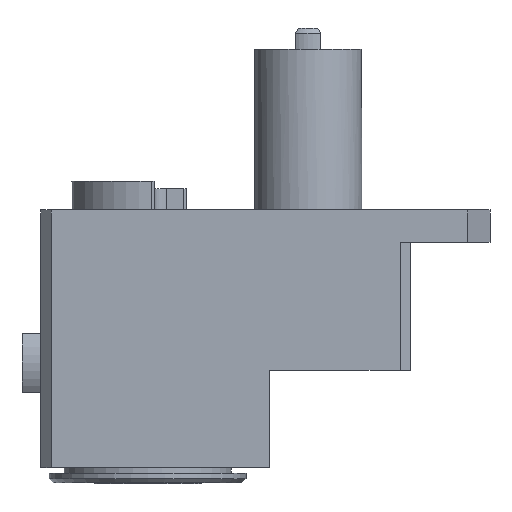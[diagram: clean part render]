
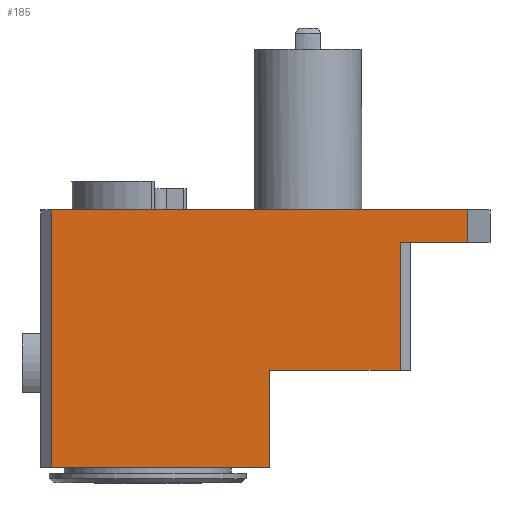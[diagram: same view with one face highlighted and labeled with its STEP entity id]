
A CAD part, front view. The second image highlights one B-rep face of the part: STEP entity #185.
In plain terms, the highlighted planar face has unit normal (0, -1, 0).
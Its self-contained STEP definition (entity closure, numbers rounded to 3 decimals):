
#185=ADVANCED_FACE('',(#280),#233,.T.);
#233=PLANE('',#1225);
#280=FACE_OUTER_BOUND('',#356,.T.);
#356=EDGE_LOOP('',(#594,#595,#596,#597,#598,#599,#600,#601));
#594=ORIENTED_EDGE('',*,*,#896,.T.);
#595=ORIENTED_EDGE('',*,*,#879,.T.);
#596=ORIENTED_EDGE('',*,*,#897,.T.);
#597=ORIENTED_EDGE('',*,*,#881,.T.);
#598=ORIENTED_EDGE('',*,*,#815,.T.);
#599=ORIENTED_EDGE('',*,*,#883,.F.);
#600=ORIENTED_EDGE('',*,*,#898,.T.);
#601=ORIENTED_EDGE('',*,*,#899,.T.);
#703=VERTEX_POINT('',#1726);
#704=VERTEX_POINT('',#1728);
#749=VERTEX_POINT('',#1875);
#751=VERTEX_POINT('',#1879);
#753=VERTEX_POINT('',#1885);
#754=VERTEX_POINT('',#1889);
#762=VERTEX_POINT('',#1914);
#763=VERTEX_POINT('',#1917);
#815=EDGE_CURVE('',#704,#703,#948,.T.);
#879=EDGE_CURVE('',#749,#751,#979,.T.);
#881=EDGE_CURVE('',#753,#704,#981,.T.);
#883=EDGE_CURVE('',#754,#703,#983,.T.);
#896=EDGE_CURVE('',#762,#749,#996,.T.);
#897=EDGE_CURVE('',#751,#753,#997,.T.);
#898=EDGE_CURVE('',#754,#763,#998,.T.);
#899=EDGE_CURVE('',#763,#762,#999,.T.);
#948=LINE('',#1727,#1048);
#979=LINE('',#1880,#1079);
#981=LINE('',#1884,#1081);
#983=LINE('',#1888,#1083);
#996=LINE('',#1913,#1096);
#997=LINE('',#1915,#1097);
#998=LINE('',#1916,#1098);
#999=LINE('',#1918,#1099);
#1048=VECTOR('',#1342,1.);
#1079=VECTOR('',#1489,1.);
#1081=VECTOR('',#1493,1.);
#1083=VECTOR('',#1497,1.);
#1096=VECTOR('',#1518,1.);
#1097=VECTOR('',#1519,1.);
#1098=VECTOR('',#1520,1.);
#1099=VECTOR('',#1521,1.);
#1225=AXIS2_PLACEMENT_3D('',#1919,#1522,#1523);
#1342=DIRECTION('',(-1.,0.,0.));
#1489=DIRECTION('',(0.,0.,1.));
#1493=DIRECTION('',(0.,0.,1.));
#1497=DIRECTION('',(0.,0.,1.));
#1518=DIRECTION('',(1.,0.,0.));
#1519=DIRECTION('',(1.,0.,0.));
#1520=DIRECTION('',(1.,0.,0.));
#1521=DIRECTION('',(0.,0.,1.));
#1522=DIRECTION('',(0.,-1.,0.));
#1523=DIRECTION('',(0.,0.,-1.));
#1726=CARTESIAN_POINT('',(-120.,-50.,0.));
#1727=CARTESIAN_POINT('',(85.,-50.,0.));
#1728=CARTESIAN_POINT('',(74.608,-50.,0.));
#1875=CARTESIAN_POINT('',(43.,-50.,-75.));
#1879=CARTESIAN_POINT('',(43.,-50.,-15.));
#1880=CARTESIAN_POINT('',(43.,-50.,-15.));
#1884=CARTESIAN_POINT('',(74.608,-50.,-147.362));
#1885=CARTESIAN_POINT('',(74.608,-50.,-15.));
#1888=CARTESIAN_POINT('',(-120.,-50.,-147.362));
#1889=CARTESIAN_POINT('',(-120.,-50.,-120.5));
#1913=CARTESIAN_POINT('',(48.,-50.,-75.));
#1914=CARTESIAN_POINT('',(-18.,-50.,-75.));
#1915=CARTESIAN_POINT('',(85.,-50.,-15.));
#1916=CARTESIAN_POINT('',(-18.,-50.,-120.5));
#1917=CARTESIAN_POINT('',(-18.,-50.,-120.5));
#1918=CARTESIAN_POINT('',(-18.,-50.,-75.));
#1919=CARTESIAN_POINT('',(-125.,-50.,0.));
